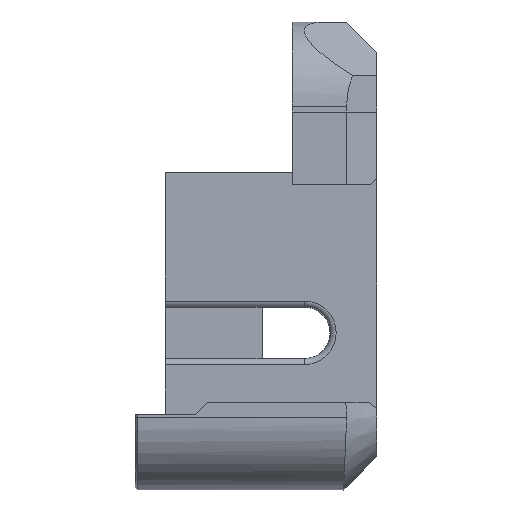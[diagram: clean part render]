
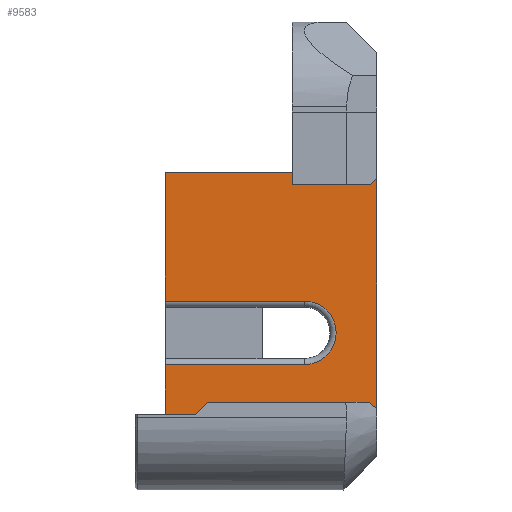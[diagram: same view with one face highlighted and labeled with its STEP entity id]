
A CAD part, left-side view. The second image highlights one B-rep face of the part: STEP entity #9583.
In plain terms, the highlighted planar face has unit normal (-1, 0, 0).
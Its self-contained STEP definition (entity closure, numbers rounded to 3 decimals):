
#566=PLANE('',#10313);
#1349=LINE('',#15598,#2370);
#1452=LINE('',#15859,#2473);
#1463=LINE('',#15886,#2484);
#1481=LINE('',#15931,#2502);
#1541=LINE('',#16075,#2562);
#1605=LINE('',#16294,#2626);
#1619=LINE('',#16333,#2640);
#2370=VECTOR('',#12028,10.);
#2473=VECTOR('',#12255,10.);
#2484=VECTOR('',#12272,10.);
#2502=VECTOR('',#12310,10.);
#2562=VECTOR('',#12436,10.);
#2626=VECTOR('',#12610,10.);
#2640=VECTOR('',#12662,10.);
#3226=FACE_OUTER_BOUND('',#3762,.T.);
#3762=EDGE_LOOP('',(#8906,#8907,#8908,#8909,#8910,#8911,#8912,#8913));
#3975=CIRCLE('',#10314,5.25);
#4681=VERTEX_POINT('',#15596);
#4682=VERTEX_POINT('',#15597);
#4772=VERTEX_POINT('',#15857);
#4784=VERTEX_POINT('',#15883);
#4785=VERTEX_POINT('',#15885);
#4802=VERTEX_POINT('',#15929);
#4853=VERTEX_POINT('',#16074);
#4903=VERTEX_POINT('',#16331);
#5909=EDGE_CURVE('',#4681,#4682,#1349,.T.);
#6040=EDGE_CURVE('',#4772,#4681,#1452,.T.);
#6054=EDGE_CURVE('',#4784,#4785,#1463,.T.);
#6078=EDGE_CURVE('',#4802,#4772,#1481,.T.);
#6151=EDGE_CURVE('',#4682,#4853,#1541,.T.);
#6237=EDGE_CURVE('',#4784,#4853,#1605,.T.);
#6255=EDGE_CURVE('',#4903,#4802,#3975,.T.);
#6256=EDGE_CURVE('',#4785,#4903,#1619,.T.);
#8906=ORIENTED_EDGE('',*,*,#6078,.F.);
#8907=ORIENTED_EDGE('',*,*,#6255,.F.);
#8908=ORIENTED_EDGE('',*,*,#6256,.F.);
#8909=ORIENTED_EDGE('',*,*,#6054,.F.);
#8910=ORIENTED_EDGE('',*,*,#6237,.T.);
#8911=ORIENTED_EDGE('',*,*,#6151,.F.);
#8912=ORIENTED_EDGE('',*,*,#5909,.F.);
#8913=ORIENTED_EDGE('',*,*,#6040,.F.);
#9583=ADVANCED_FACE('',(#3226),#566,.T.);
#10313=AXIS2_PLACEMENT_3D('',#16330,#12658,#12659);
#10314=AXIS2_PLACEMENT_3D('',#16332,#12660,#12661);
#12028=DIRECTION('',(0.,-1.,0.));
#12255=DIRECTION('',(0.,0.,1.));
#12272=DIRECTION('',(0.,0.,1.));
#12310=DIRECTION('',(0.,1.,0.));
#12436=DIRECTION('',(0.,0.,-1.));
#12610=DIRECTION('',(0.,-1.,0.));
#12658=DIRECTION('center_axis',(-1.,0.,0.));
#12659=DIRECTION('ref_axis',(0.,0.,-1.));
#12660=DIRECTION('center_axis',(-1.,0.,0.));
#12661=DIRECTION('ref_axis',(0.,-1.,0.));
#12662=DIRECTION('',(0.,-1.,0.));
#15596=CARTESIAN_POINT('',(131.217,-119.43,92.75));
#15597=CARTESIAN_POINT('',(131.217,-154.43,92.75));
#15598=CARTESIAN_POINT('',(131.217,-153.43,92.75));
#15857=CARTESIAN_POINT('',(131.217,-119.43,71.5));
#15859=CARTESIAN_POINT('',(131.217,-119.43,52.75));
#15883=CARTESIAN_POINT('',(131.217,-119.43,52.75));
#15885=CARTESIAN_POINT('',(131.217,-119.43,61.));
#15886=CARTESIAN_POINT('',(131.217,-119.43,52.75));
#15929=CARTESIAN_POINT('',(131.217,-142.43,71.5));
#15931=CARTESIAN_POINT('',(131.217,-136.43,71.5));
#16074=CARTESIAN_POINT('',(131.217,-154.43,52.75));
#16075=CARTESIAN_POINT('',(131.217,-154.43,92.75));
#16294=CARTESIAN_POINT('',(131.217,-153.43,52.75));
#16330=CARTESIAN_POINT('Origin',(131.217,-153.43,92.75));
#16331=CARTESIAN_POINT('',(131.217,-142.43,61.));
#16332=CARTESIAN_POINT('Origin',(131.217,-142.43,66.25));
#16333=CARTESIAN_POINT('',(131.217,-145.43,61.));
